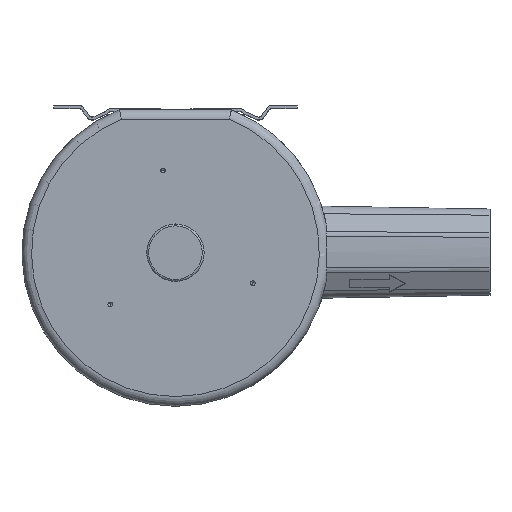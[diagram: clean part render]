
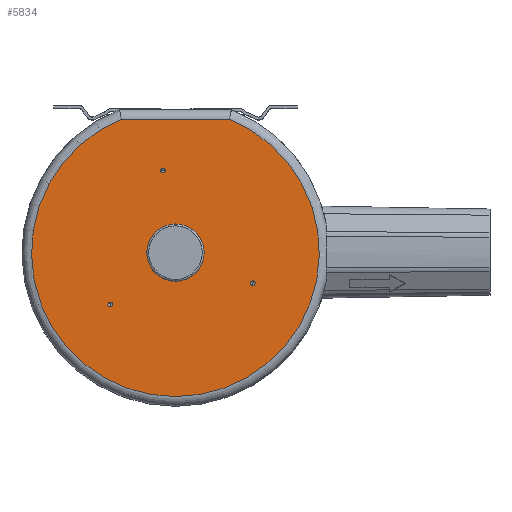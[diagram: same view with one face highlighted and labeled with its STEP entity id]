
A CAD part, top view. The second image highlights one B-rep face of the part: STEP entity #5834.
In plain terms, the highlighted planar face has unit normal (0, 0, 1).
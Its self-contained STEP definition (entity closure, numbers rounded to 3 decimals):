
#1486=CARTESIAN_POINT('',(0.,0.,0.));
#1487=DIRECTION('',(0.,0.,1.));
#1488=DIRECTION('',(-0.375,0.927,0.));
#1489=AXIS2_PLACEMENT_3D('',#1486,#1487,#1488);
#2376=DIRECTION('',(-1.,0.,0.));
#2377=VECTOR('',#2376,112.96);
#2378=CARTESIAN_POINT('',(56.48,139.5,0.));
#2379=LINE('',#2378,#2377);
#2380=CARTESIAN_POINT('',(-12.859,86.044,0.));
#2381=DIRECTION('',(0.,0.,1.));
#2382=DIRECTION('',(-1.,0.,0.));
#2383=AXIS2_PLACEMENT_3D('',#2380,#2381,#2382);
#2385=CARTESIAN_POINT('',(-12.859,86.044,0.));
#2386=DIRECTION('',(0.,0.,1.));
#2387=DIRECTION('',(1.,0.,0.));
#2388=AXIS2_PLACEMENT_3D('',#2385,#2386,#2387);
#2390=CARTESIAN_POINT('',(-68.087,-54.159,
0.));
#2391=DIRECTION('',(0.,0.,1.));
#2392=DIRECTION('',(0.5,-0.866,0.));
#2393=AXIS2_PLACEMENT_3D('',#2390,#2391,#2392);
#2395=CARTESIAN_POINT('',(-68.087,-54.159,
0.));
#2396=DIRECTION('',(0.,0.,1.));
#2397=DIRECTION('',(-0.5,0.866,0.));
#2398=AXIS2_PLACEMENT_3D('',#2395,#2396,#2397);
#2400=CARTESIAN_POINT('',(80.946,-31.886,
0.));
#2401=DIRECTION('',(0.,0.,1.));
#2402=DIRECTION('',(0.5,0.866,0.));
#2403=AXIS2_PLACEMENT_3D('',#2400,#2401,#2402);
#2405=CARTESIAN_POINT('',(80.946,-31.886,
0.));
#2406=DIRECTION('',(0.,0.,1.));
#2407=DIRECTION('',(-0.5,-0.866,0.));
#2408=AXIS2_PLACEMENT_3D('',#2405,#2406,#2407);
#2419=CARTESIAN_POINT('',(0.,0.,0.));
#2420=DIRECTION('',(0.,0.,-1.));
#2421=DIRECTION('',(0.,1.,0.));
#2422=AXIS2_PLACEMENT_3D('',#2419,#2420,#2421);
#2453=CARTESIAN_POINT('',(0.,0.,0.));
#2454=DIRECTION('',(0.,0.,1.));
#2455=DIRECTION('',(0.,1.,0.));
#2456=AXIS2_PLACEMENT_3D('',#2453,#2454,#2455);
#2691=CARTESIAN_POINT('',(0.,30.,0.));
#2692=CARTESIAN_POINT('',(0.,-30.,0.));
#2693=VERTEX_POINT('',#2691);
#2694=VERTEX_POINT('',#2692);
#2801=CARTESIAN_POINT('',(56.48,139.5,0.));
#2802=CARTESIAN_POINT('',(-56.48,139.5,0.));
#2803=VERTEX_POINT('',#2801);
#2804=VERTEX_POINT('',#2802);
#2955=CARTESIAN_POINT('',(-15.359,86.044,0.));
#2956=CARTESIAN_POINT('',(-10.359,86.044,0.));
#2957=VERTEX_POINT('',#2955);
#2958=VERTEX_POINT('',#2956);
#2965=CARTESIAN_POINT('',(-66.837,-56.324,
0.));
#2966=CARTESIAN_POINT('',(-69.337,-51.994,
0.));
#2967=VERTEX_POINT('',#2965);
#2968=VERTEX_POINT('',#2966);
#2975=CARTESIAN_POINT('',(82.196,-29.721,
0.));
#2976=CARTESIAN_POINT('',(79.696,-34.051,
0.));
#2977=VERTEX_POINT('',#2975);
#2978=VERTEX_POINT('',#2976);
#5801=CARTESIAN_POINT('',(0.,0.,0.));
#5802=DIRECTION('',(0.,0.,1.));
#5803=DIRECTION('',(0.,1.,0.));
#5804=AXIS2_PLACEMENT_3D('',#5801,#5802,#5803);
#5805=PLANE('',#5804);
#5806=ORIENTED_EDGE('',*,*,#4763,.F.);
#5807=ORIENTED_EDGE('',*,*,#4745,.F.);
#5808=EDGE_LOOP('',(#5806,#5807));
#5809=FACE_OUTER_BOUND('',#5808,.F.);
#5811=ORIENTED_EDGE('',*,*,#5810,.F.);
#5813=ORIENTED_EDGE('',*,*,#5812,.T.);
#5814=EDGE_LOOP('',(#5811,#5813));
#5815=FACE_BOUND('',#5814,.F.);
#5817=ORIENTED_EDGE('',*,*,#5816,.T.);
#5819=ORIENTED_EDGE('',*,*,#5818,.T.);
#5820=EDGE_LOOP('',(#5817,#5819));
#5821=FACE_BOUND('',#5820,.F.);
#5823=ORIENTED_EDGE('',*,*,#5822,.T.);
#5825=ORIENTED_EDGE('',*,*,#5824,.T.);
#5826=EDGE_LOOP('',(#5823,#5825));
#5827=FACE_BOUND('',#5826,.F.);
#5829=ORIENTED_EDGE('',*,*,#5828,.T.);
#5831=ORIENTED_EDGE('',*,*,#5830,.T.);
#5832=EDGE_LOOP('',(#5829,#5831));
#5833=FACE_BOUND('',#5832,.F.);
#5834=ADVANCED_FACE('',(#5809,#5815,#5821,#5827,#5833),#5805,.T.);
#1490=CIRCLE('',#1489,150.5);
#2384=CIRCLE('',#2383,2.5);
#2389=CIRCLE('',#2388,2.5);
#2394=CIRCLE('',#2393,2.5);
#2399=CIRCLE('',#2398,2.5);
#2404=CIRCLE('',#2403,2.5);
#2409=CIRCLE('',#2408,2.5);
#2423=CIRCLE('',#2422,30.);
#2457=CIRCLE('',#2456,30.);
#4745=EDGE_CURVE('',#2804,#2803,#1490,.T.);
#4763=EDGE_CURVE('',#2803,#2804,#2379,.T.);
#5810=EDGE_CURVE('',#2693,#2694,#2423,.T.);
#5812=EDGE_CURVE('',#2693,#2694,#2457,.T.);
#5816=EDGE_CURVE('',#2957,#2958,#2384,.T.);
#5818=EDGE_CURVE('',#2958,#2957,#2389,.T.);
#5822=EDGE_CURVE('',#2967,#2968,#2394,.T.);
#5824=EDGE_CURVE('',#2968,#2967,#2399,.T.);
#5828=EDGE_CURVE('',#2977,#2978,#2404,.T.);
#5830=EDGE_CURVE('',#2978,#2977,#2409,.T.);
